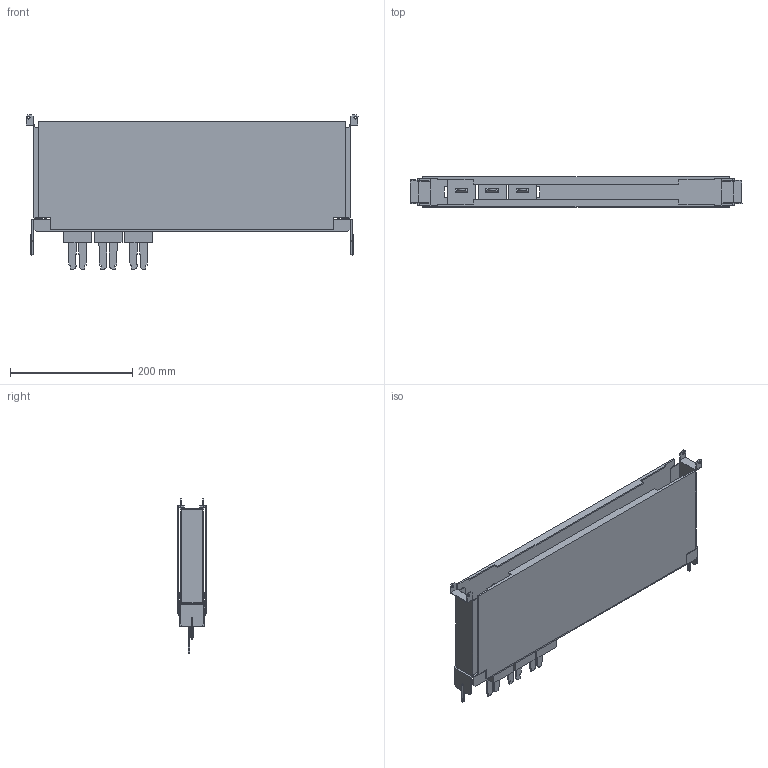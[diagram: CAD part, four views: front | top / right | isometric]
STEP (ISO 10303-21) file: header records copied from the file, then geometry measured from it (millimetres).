
FILE_DESCRIPTION((''),'2;1');
FILE_NAME('PRT0006','2023-08-17T14:11:54',('86178'),(''),'CREO PARAMETRIC BY PTC INC, 2016390','CREO PARAMETRIC BY PTC INC, 2016390','');
FILE_SCHEMA(('AUTOMOTIVE_DESIGN { 1 0 10303 214 1 1 1 1 }'));
Length unit declared in the file: inch
Products named in the file (1): PRT0006
Bounding box: 544 x 49 x 253.41 mm (x, y, z)
Surface area: 606364.6 mm2 (no closed solid volume)
Topology: 0 solids, 21 shells, 402 faces, 1302 edges, 922 vertices
Faces by surface type: plane 360, cylinder 36, bspline 6
Entity records: 18518 total; most frequent: CARTESIAN_POINT 3090, ORIENTED_EDGE 2340, DIRECTION 2108, EDGE_CURVE 1302, PRESENTATION_STYLE_ASSIGNMENT 1293, STYLED_ITEM 1293, CURVE_STYLE 1274, VECTOR 1176
